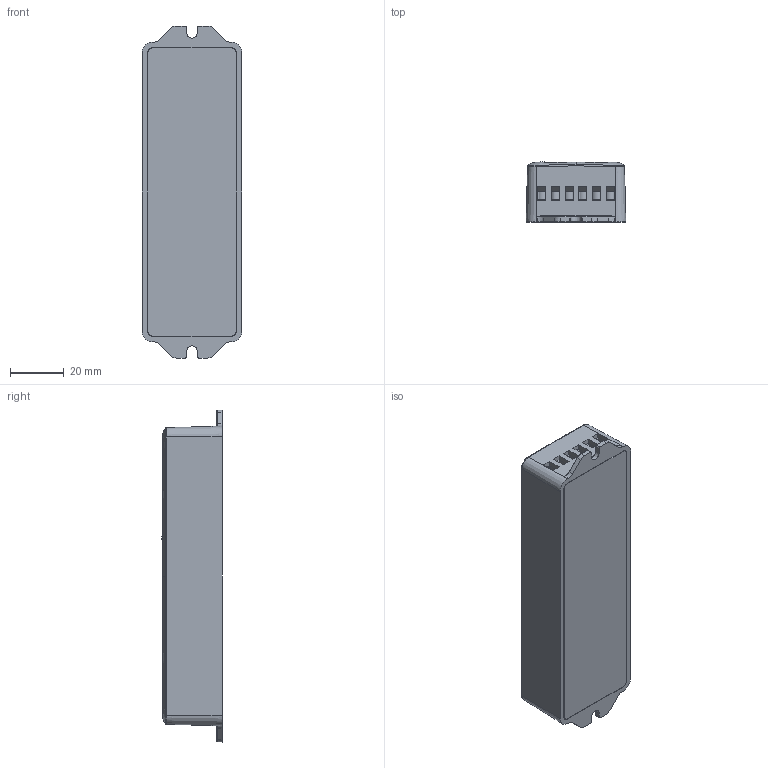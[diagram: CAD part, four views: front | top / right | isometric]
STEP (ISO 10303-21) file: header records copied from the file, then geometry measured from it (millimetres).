
FILE_DESCRIPTION((''),'2;1');
FILE_NAME('ALL_CONTROLLER20230912_ASM','2026-01-17T16:30:08',('admin'),(''),'CREO PARAMETRIC BY PTC INC, 2020053','CREO PARAMETRIC BY PTC INC, 2020053','');
FILE_SCHEMA(('CONFIG_CONTROL_DESIGN','GEOMETRIC_VALIDATION_PROPERTIES_MIM'));
Length unit declared in the file: millimetre
Products named in the file (9): WK; XG; CDZ; FHDZ-6P; FHDZ-2P; PLP1-460-F; PCBA_ASM; PRT0001; ALL_CONTROLLER20230912_ASM
Assembly tree (8 placements, depth 3):
  ALL_CONTROLLER20230912_ASM
    WK
    XG
    PCBA_ASM
      CDZ
      FHDZ-6P
      FHDZ-2P
      PLP1-460-F
    PRT0001
Bounding box: 37 x 22.3 x 123 mm (x, y, z)
Volume: 87668.7 mm3; surface area: 30973.3 mm2
Topology: 7 solids, 13 shells, 473 faces, 1152 edges, 748 vertices
Faces by surface type: plane 313, cylinder 64, cone 52, bspline 24, torus 16, sphere 4
Entity records: 20146 total; most frequent: CARTESIAN_POINT 6320, DIRECTION 2304, ORIENTED_EDGE 2296, EDGE_CURVE 1148, VECTOR 832, LINE 832, VERTEX_POINT 748, AXIS2_PLACEMENT_3D 736
